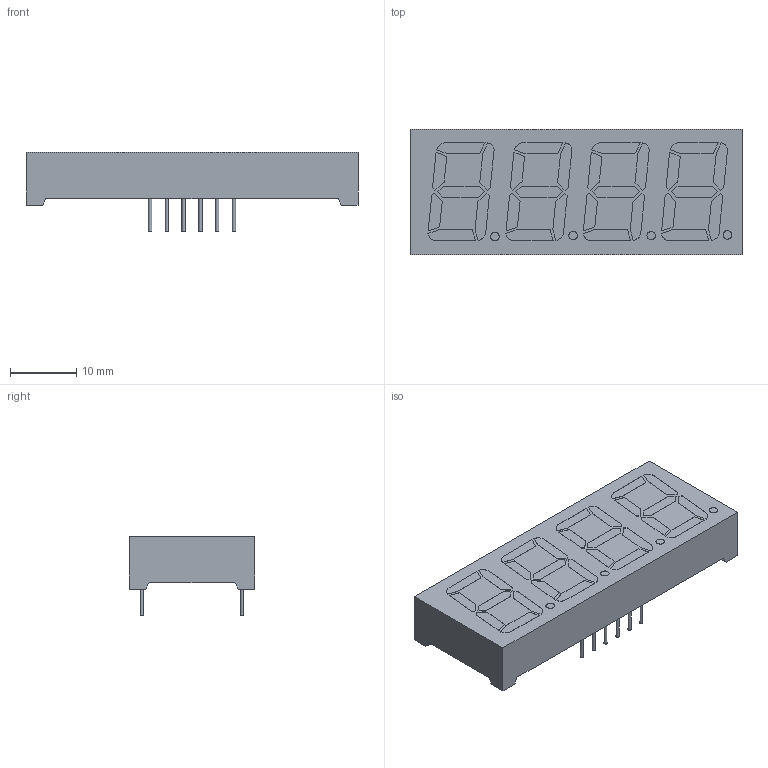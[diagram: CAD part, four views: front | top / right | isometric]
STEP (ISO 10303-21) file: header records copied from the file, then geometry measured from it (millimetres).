
FILE_DESCRIPTION(('FreeCAD Model'),'2;1');
FILE_NAME('Open CASCADE Shape Model','2021-01-15T12:50:11',( 'kicad StepUp'),('ksu MCAD'),'Open CASCADE STEP processor 7.3', 'FreeCAD','Unknown');
FILE_SCHEMA(('AUTOMOTIVE_DESIGN { 1 0 10303 214 1 1 1 1 }'));
Length unit declared in the file: millimetre
Products named in the file (1): LDS_5461BS001
Bounding box: 50.3 x 19 x 12 mm (x, y, z)
Volume: 6726.9 mm3; surface area: 3022.2 mm2
Topology: 1 solids, 1 shells, 241 faces, 572 edges, 377 vertices
Faces by surface type: extrusion 152, plane 73, cylinder 16
Full cylindrical faces by diameter (mm): 0.51 x12, 1.29 x4
Entity records: 8474 total; most frequent: CARTESIAN_POINT 1743, ORIENTED_EDGE 1144, DIRECTION 632, EDGE_CURVE 572, B_SPLINE_CURVE_WITH_KNOTS 456, VECTOR 388, VERTEX_POINT 377, FACE_BOUND 285
